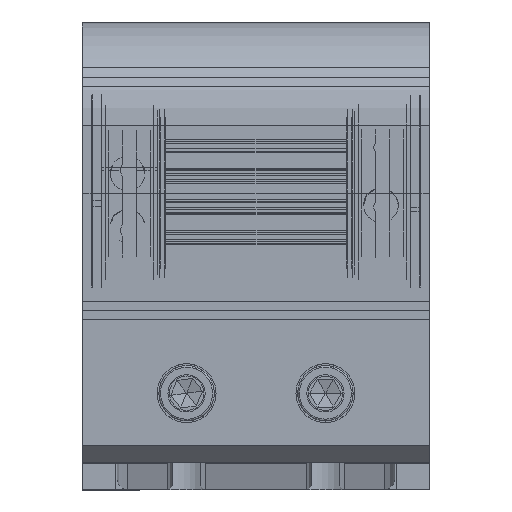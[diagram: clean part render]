
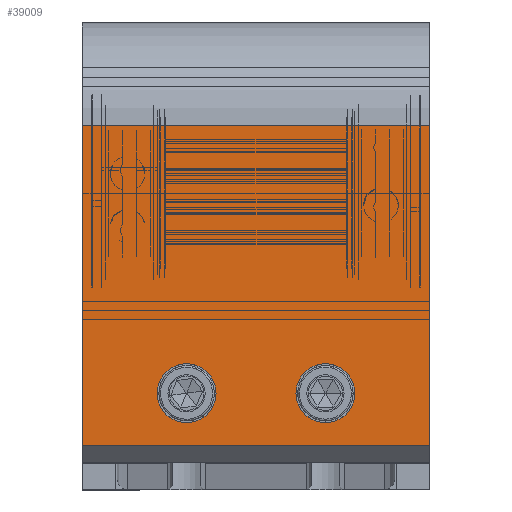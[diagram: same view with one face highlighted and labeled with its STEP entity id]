
A CAD part, top view. The second image highlights one B-rep face of the part: STEP entity #39009.
In plain terms, the highlighted planar face has unit normal (0, 0, 1).
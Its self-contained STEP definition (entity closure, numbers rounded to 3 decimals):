
#7790 = EDGE_CURVE ( 'NONE', #215697, #81804, #23214, .T. ) ;
#8232 = ORIENTED_EDGE ( 'NONE', *, *, #7790, .T. ) ;
#11670 = AXIS2_PLACEMENT_3D ( 'NONE', #258500, #285049, #24538 ) ;
#15296 = CARTESIAN_POINT ( 'NONE',  ( 201.658, 295.108, 657.202 ) ) ;
#16065 = CIRCLE ( 'NONE', #325669, 8.5 ) ;
#23214 = LINE ( 'NONE', #255284, #253504 ) ;
#24538 = DIRECTION ( 'NONE',  ( 1., 0., 0. ) ) ;
#25087 = DIRECTION ( 'NONE',  ( 0., -1., 0. ) ) ;
#27266 = LINE ( 'NONE', #107301, #50972 ) ;
#36524 = CARTESIAN_POINT ( 'NONE',  ( 171.658, 218.108, 657.202 ) ) ;
#38764 = DIRECTION ( 'NONE',  ( 0., 1., 0. ) ) ;
#39009 = ADVANCED_FACE ( 'NONE', ( #90245, #350542, #293712 ), #240431, .F. ) ;
#39758 = EDGE_CURVE ( 'NONE', #193513, #359605, #27266, .T. ) ;
#41275 = DIRECTION ( 'NONE',  ( 0., 0., 1. ) ) ;
#43473 = DIRECTION ( 'NONE',  ( 1., 0., 0. ) ) ;
#48039 = CARTESIAN_POINT ( 'NONE',  ( 201.658, 203.108, 657.202 ) ) ;
#50972 = VECTOR ( 'NONE', #82475, 1000. ) ;
#69840 = CARTESIAN_POINT ( 'NONE',  ( 131.658, 218.108, 657.202 ) ) ;
#80307 = DIRECTION ( 'NONE',  ( -1., 0., 0. ) ) ;
#80310 = AXIS2_PLACEMENT_3D ( 'NONE', #356229, #94050, #38764 ) ;
#81804 = VERTEX_POINT ( 'NONE', #202447 ) ;
#82475 = DIRECTION ( 'NONE',  ( 0., -1., 0. ) ) ;
#84538 = EDGE_CURVE ( 'NONE', #249726, #255661, #175672, .T. ) ;
#85719 = ORIENTED_EDGE ( 'NONE', *, *, #158104, .T. ) ;
#90245 = FACE_BOUND ( 'NONE', #368904, .T. ) ;
#91703 = DIRECTION ( 'NONE',  ( 1., 0., 0. ) ) ;
#94050 = DIRECTION ( 'NONE',  ( 0., 0., -1. ) ) ;
#94237 = ORIENTED_EDGE ( 'NONE', *, *, #39758, .F. ) ;
#95479 = DIRECTION ( 'NONE',  ( 0., 0., 1. ) ) ;
#104352 = EDGE_CURVE ( 'NONE', #359605, #81804, #137435, .T. ) ;
#105948 = ORIENTED_EDGE ( 'NONE', *, *, #287557, .F. ) ;
#107301 = CARTESIAN_POINT ( 'NONE',  ( 201.658, 203.108, 657.202 ) ) ;
#107596 = AXIS2_PLACEMENT_3D ( 'NONE', #36524, #95479, #91703 ) ;
#120876 = CARTESIAN_POINT ( 'NONE',  ( 180.158, 218.108, 657.202 ) ) ;
#122193 = CARTESIAN_POINT ( 'NONE',  ( 201.658, 203.108, 657.202 ) ) ;
#137435 = LINE ( 'NONE', #48039, #239925 ) ;
#145762 = EDGE_LOOP ( 'NONE', ( #105948, #353813 ) ) ;
#158104 = EDGE_CURVE ( 'NONE', #193513, #215697, #363119, .T. ) ;
#160564 = VERTEX_POINT ( 'NONE', #368283 ) ;
#168023 = ORIENTED_EDGE ( 'NONE', *, *, #104352, .F. ) ;
#170883 = VERTEX_POINT ( 'NONE', #373781 ) ;
#171114 = ORIENTED_EDGE ( 'NONE', *, *, #281247, .F. ) ;
#175672 = CIRCLE ( 'NONE', #11670, 8.5 ) ;
#186173 = CIRCLE ( 'NONE', #258842, 8.5 ) ;
#193513 = VERTEX_POINT ( 'NONE', #217209 ) ;
#193749 = DIRECTION ( 'NONE',  ( 0., 0., 1. ) ) ;
#202447 = CARTESIAN_POINT ( 'NONE',  ( 101.658, 203.108, 657.202 ) ) ;
#215697 = VERTEX_POINT ( 'NONE', #251397 ) ;
#217209 = CARTESIAN_POINT ( 'NONE',  ( 201.658, 295.108, 657.202 ) ) ;
#220788 = EDGE_LOOP ( 'NONE', ( #8232, #168023, #94237, #85719 ) ) ;
#221985 = ORIENTED_EDGE ( 'NONE', *, *, #354771, .F. ) ;
#239925 = VECTOR ( 'NONE', #80307, 1000. ) ;
#240431 = PLANE ( 'NONE',  #80310 ) ;
#249726 = VERTEX_POINT ( 'NONE', #351103 ) ;
#251397 = CARTESIAN_POINT ( 'NONE',  ( 101.658, 295.108, 657.202 ) ) ;
#253504 = VECTOR ( 'NONE', #25087, 1000. ) ;
#255284 = CARTESIAN_POINT ( 'NONE',  ( 101.658, 203.108, 657.202 ) ) ;
#255661 = VERTEX_POINT ( 'NONE', #120876 ) ;
#258500 = CARTESIAN_POINT ( 'NONE',  ( 171.658, 218.108, 657.202 ) ) ;
#258842 = AXIS2_PLACEMENT_3D ( 'NONE', #279209, #193749, #43473 ) ;
#273240 = DIRECTION ( 'NONE',  ( 1., 0., 0. ) ) ;
#275518 = VECTOR ( 'NONE', #318750, 1000. ) ;
#279209 = CARTESIAN_POINT ( 'NONE',  ( 131.658, 218.108, 657.202 ) ) ;
#281247 = EDGE_CURVE ( 'NONE', #160564, #170883, #186173, .T. ) ;
#285049 = DIRECTION ( 'NONE',  ( 0., 0., 1. ) ) ;
#287557 = EDGE_CURVE ( 'NONE', #255661, #249726, #344377, .T. ) ;
#293712 = FACE_OUTER_BOUND ( 'NONE', #220788, .T. ) ;
#318750 = DIRECTION ( 'NONE',  ( -1., 0., 0. ) ) ;
#325669 = AXIS2_PLACEMENT_3D ( 'NONE', #69840, #41275, #273240 ) ;
#344377 = CIRCLE ( 'NONE', #107596, 8.5 ) ;
#350542 = FACE_BOUND ( 'NONE', #145762, .T. ) ;
#351103 = CARTESIAN_POINT ( 'NONE',  ( 163.158, 218.108, 657.202 ) ) ;
#353813 = ORIENTED_EDGE ( 'NONE', *, *, #84538, .F. ) ;
#354771 = EDGE_CURVE ( 'NONE', #170883, #160564, #16065, .T. ) ;
#356229 = CARTESIAN_POINT ( 'NONE',  ( 201.658, 203.108, 657.202 ) ) ;
#359605 = VERTEX_POINT ( 'NONE', #122193 ) ;
#363119 = LINE ( 'NONE', #15296, #275518 ) ;
#368283 = CARTESIAN_POINT ( 'NONE',  ( 140.158, 218.108, 657.202 ) ) ;
#368904 = EDGE_LOOP ( 'NONE', ( #171114, #221985 ) ) ;
#373781 = CARTESIAN_POINT ( 'NONE',  ( 123.158, 218.108, 657.202 ) ) ;
